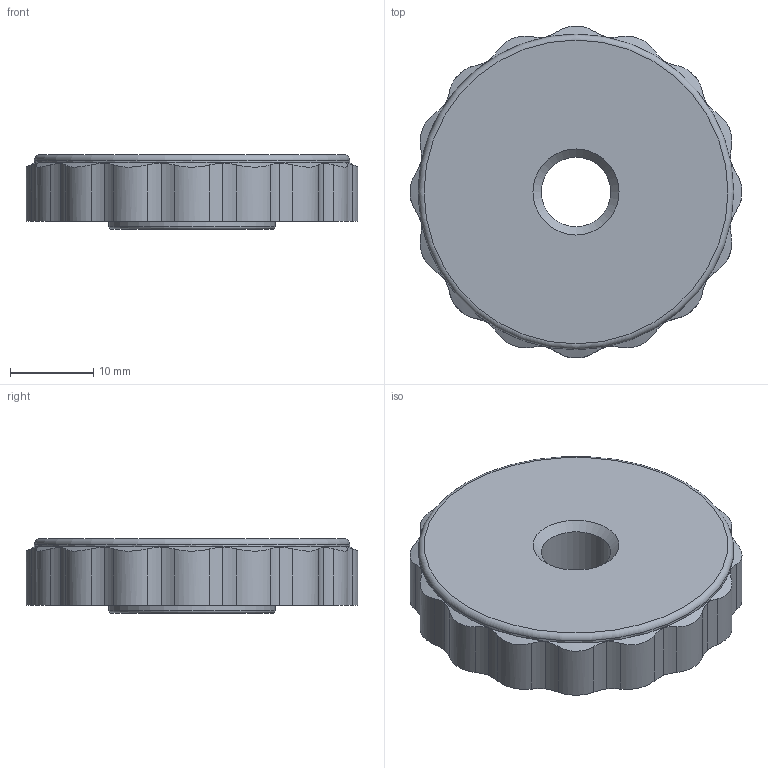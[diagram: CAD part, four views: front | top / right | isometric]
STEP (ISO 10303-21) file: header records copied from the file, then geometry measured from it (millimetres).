
FILE_DESCRIPTION( ( 'Unknown' ), '1' );
FILE_NAME( '6304305_V40_PS_M10.stp', 'Unknown', ( 'Unknown' ), ( 'Unknown' ), 'PSStep 11.0', 'Unknown', ' ' );
FILE_SCHEMA( ( 'AUTOMOTIVE_DESIGN { 1 0 10303 214 1 1 1 1 }' ) );
Length unit declared in the file: millimetre
Products named in the file (1): 6304305
Bounding box: 40 x 40 x 9 mm (x, y, z)
Volume: 6320.2 mm3; surface area: 4835.4 mm2
Topology: 1 solids, 2 shells, 75 faces, 199 edges, 131 vertices
Faces by surface type: cylinder 54, plane 13, torus 5, cone 3
Full cylindrical faces by diameter (mm): 8.376 x1, 12 x1, 20 x1, 24 x1, 34 x1, 38 x1
Entity records: 3096 total; most frequent: CARTESIAN_POINT 720, ORIENTED_EDGE 362, DIRECTION 352, EDGE_CURVE 181, AXIS2_PLACEMENT_3D 143, VERTEX_POINT 127, EDGE_LOOP 96, FACE_OUTER_BOUND 86
